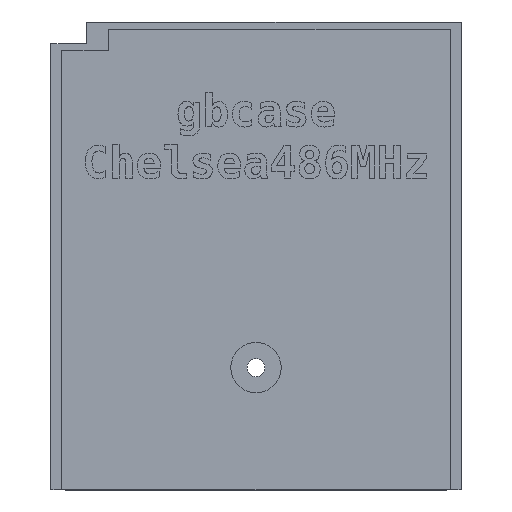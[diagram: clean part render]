
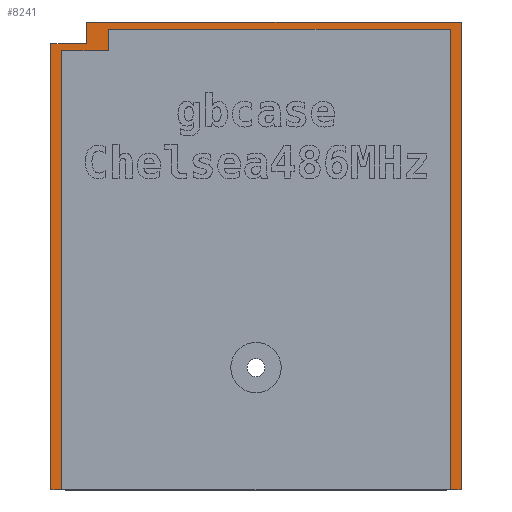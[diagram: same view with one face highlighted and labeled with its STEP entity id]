
A CAD part, top view. The second image highlights one B-rep face of the part: STEP entity #8241.
In plain terms, the highlighted planar face has unit normal (0, 0, 1).
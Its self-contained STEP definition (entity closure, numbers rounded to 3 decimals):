
#970=FACE_OUTER_BOUND('',#1438,.T.);
#1438=EDGE_LOOP('',(#5506,#5507,#5508,#5509,#5510,#5511,#5512,#5513,#5514,
#5515,#5516,#5517));
#1946=LINE('',#9955,#2635);
#1952=LINE('',#9967,#2641);
#1955=LINE('',#9972,#2644);
#1956=LINE('',#9974,#2645);
#1957=LINE('',#9976,#2646);
#1958=LINE('',#9978,#2647);
#1959=LINE('',#9980,#2648);
#1960=LINE('',#9982,#2649);
#1961=LINE('',#9984,#2650);
#1962=LINE('',#9986,#2651);
#1963=LINE('',#9988,#2652);
#1964=LINE('',#9989,#2653);
#2635=VECTOR('',#8913,10.);
#2641=VECTOR('',#8921,10.);
#2644=VECTOR('',#8928,10.);
#2645=VECTOR('',#8929,10.);
#2646=VECTOR('',#8930,10.);
#2647=VECTOR('',#8931,10.);
#2648=VECTOR('',#8932,10.);
#2649=VECTOR('',#8933,10.);
#2650=VECTOR('',#8934,10.);
#2651=VECTOR('',#8935,10.);
#2652=VECTOR('',#8936,10.);
#2653=VECTOR('',#8937,10.);
#3323=VERTEX_POINT('',#9953);
#3324=VERTEX_POINT('',#9954);
#3328=VERTEX_POINT('',#9964);
#3329=VERTEX_POINT('',#9966);
#3330=VERTEX_POINT('',#9973);
#3331=VERTEX_POINT('',#9975);
#3332=VERTEX_POINT('',#9977);
#3333=VERTEX_POINT('',#9979);
#3334=VERTEX_POINT('',#9981);
#3335=VERTEX_POINT('',#9983);
#3336=VERTEX_POINT('',#9985);
#3337=VERTEX_POINT('',#9987);
#4191=EDGE_CURVE('',#3323,#3324,#1946,.T.);
#4197=EDGE_CURVE('',#3329,#3328,#1952,.T.);
#4200=EDGE_CURVE('',#3328,#3323,#1955,.T.);
#4201=EDGE_CURVE('',#3324,#3330,#1956,.T.);
#4202=EDGE_CURVE('',#3330,#3331,#1957,.T.);
#4203=EDGE_CURVE('',#3331,#3332,#1958,.T.);
#4204=EDGE_CURVE('',#3332,#3333,#1959,.T.);
#4205=EDGE_CURVE('',#3333,#3334,#1960,.T.);
#4206=EDGE_CURVE('',#3334,#3335,#1961,.T.);
#4207=EDGE_CURVE('',#3335,#3336,#1962,.T.);
#4208=EDGE_CURVE('',#3336,#3337,#1963,.T.);
#4209=EDGE_CURVE('',#3337,#3329,#1964,.T.);
#5506=ORIENTED_EDGE('',*,*,#4197,.T.);
#5507=ORIENTED_EDGE('',*,*,#4200,.T.);
#5508=ORIENTED_EDGE('',*,*,#4191,.T.);
#5509=ORIENTED_EDGE('',*,*,#4201,.T.);
#5510=ORIENTED_EDGE('',*,*,#4202,.T.);
#5511=ORIENTED_EDGE('',*,*,#4203,.T.);
#5512=ORIENTED_EDGE('',*,*,#4204,.T.);
#5513=ORIENTED_EDGE('',*,*,#4205,.T.);
#5514=ORIENTED_EDGE('',*,*,#4206,.T.);
#5515=ORIENTED_EDGE('',*,*,#4207,.T.);
#5516=ORIENTED_EDGE('',*,*,#4208,.T.);
#5517=ORIENTED_EDGE('',*,*,#4209,.T.);
#8079=PLANE('',#8723);
#8241=ADVANCED_FACE('',(#970),#8079,.T.);
#8723=AXIS2_PLACEMENT_3D('',#9971,#8926,#8927);
#8913=DIRECTION('',(0.,1.,0.));
#8921=DIRECTION('',(0.,-1.,0.));
#8926=DIRECTION('center_axis',(0.,0.,1.));
#8927=DIRECTION('ref_axis',(1.,0.,0.));
#8928=DIRECTION('',(1.,0.,0.));
#8929=DIRECTION('',(1.,0.,0.));
#8930=DIRECTION('',(0.,1.,0.));
#8931=DIRECTION('',(1.,0.,0.));
#8932=DIRECTION('',(0.,-1.,0.));
#8933=DIRECTION('',(1.,0.,0.));
#8934=DIRECTION('',(0.,1.,0.));
#8935=DIRECTION('',(-1.,0.,0.));
#8936=DIRECTION('',(0.,-1.,0.));
#8937=DIRECTION('',(-1.,0.,0.));
#9953=CARTESIAN_POINT('',(1.5,0.,4.));
#9954=CARTESIAN_POINT('',(1.5,61.,4.));
#9955=CARTESIAN_POINT('',(1.5,16.25,4.));
#9964=CARTESIAN_POINT('',(0.,0.,4.));
#9966=CARTESIAN_POINT('',(0.,62.,4.));
#9967=CARTESIAN_POINT('',(0.,62.,4.));
#9971=CARTESIAN_POINT('Origin',(28.5,32.5,4.));
#9972=CARTESIAN_POINT('',(0.,0.,4.));
#9973=CARTESIAN_POINT('',(8.,61.,4.));
#9974=CARTESIAN_POINT('',(15.25,61.,4.));
#9975=CARTESIAN_POINT('',(8.,64.,4.));
#9976=CARTESIAN_POINT('',(8.,59.,4.));
#9977=CARTESIAN_POINT('',(55.5,64.,4.));
#9978=CARTESIAN_POINT('',(41.75,64.,4.));
#9979=CARTESIAN_POINT('',(55.5,0.,4.));
#9980=CARTESIAN_POINT('',(55.5,47.25,4.));
#9981=CARTESIAN_POINT('',(57.,0.,4.));
#9982=CARTESIAN_POINT('',(0.,0.,4.));
#9983=CARTESIAN_POINT('',(57.,65.,4.));
#9984=CARTESIAN_POINT('',(57.,0.,4.));
#9985=CARTESIAN_POINT('',(5.,65.,4.));
#9986=CARTESIAN_POINT('',(5.,65.,4.));
#9987=CARTESIAN_POINT('',(5.,62.,4.));
#9988=CARTESIAN_POINT('',(5.,65.,4.));
#9989=CARTESIAN_POINT('',(5.,62.,4.));
